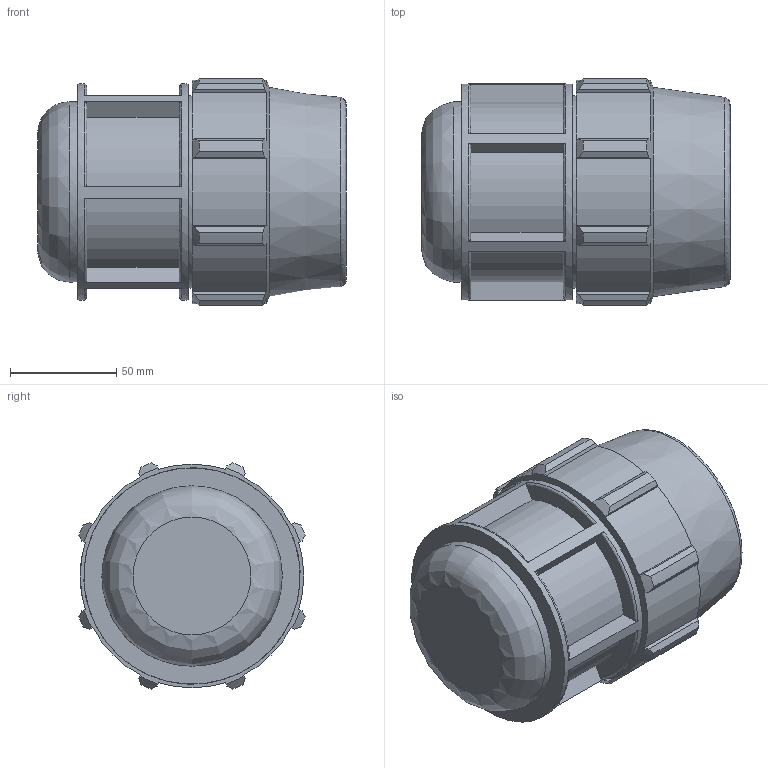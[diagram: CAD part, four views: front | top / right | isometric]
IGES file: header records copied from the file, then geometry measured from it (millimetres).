
Global section: file name: 071200063_181200063_0712060630A.ipt; native system: Autodesk Inventor 2015; preprocessor: unknown; author: Кирилл,,11,0; organization: 20170224.180708; date: 20170606.110539; units: millimetre
Bounding box: 145 x 106.32 x 106.32 mm (x, y, z)
Volume: 618238.5 mm3; surface area: 93680.4 mm2
Topology: 1 solids, 1 shells, 116 faces, 317 edges, 213 vertices
Faces by surface type: plane 63, cylinder 25, revolution 18, cone 10
Full cylindrical faces by diameter (mm): 84.75 x1, 90.4 x1, 101.7 x1
